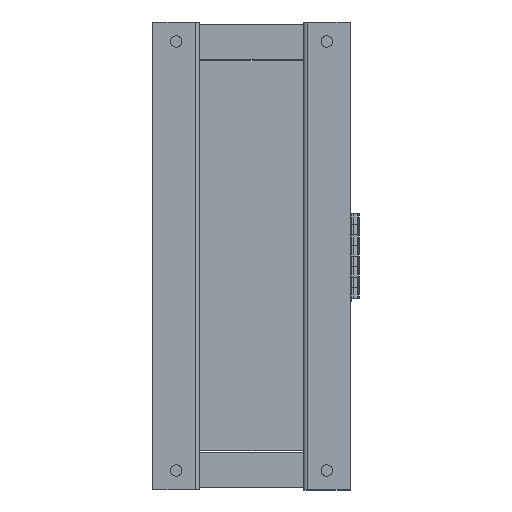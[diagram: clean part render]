
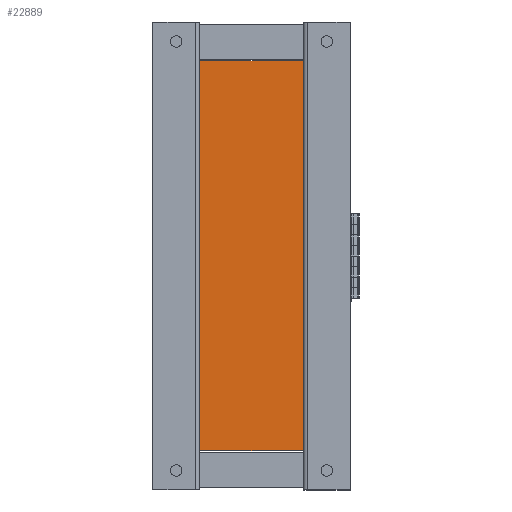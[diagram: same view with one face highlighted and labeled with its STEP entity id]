
A CAD part, front view. The second image highlights one B-rep face of the part: STEP entity #22889.
In plain terms, the highlighted planar face has unit normal (0, -1, 0).
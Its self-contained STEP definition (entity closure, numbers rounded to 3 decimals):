
#1980=FACE_OUTER_BOUND('',#3202,.T.);
#3202=EDGE_LOOP('',(#15341,#15342,#15343,#15344));
#4513=LINE('',#33023,#7138);
#4514=LINE('',#33026,#7139);
#4515=LINE('',#33028,#7140);
#4516=LINE('',#33029,#7141);
#7138=VECTOR('',#26465,10.);
#7139=VECTOR('',#26468,10.);
#7140=VECTOR('',#26469,10.);
#7141=VECTOR('',#26470,10.);
#9756=VERTEX_POINT('',#33016);
#9759=VERTEX_POINT('',#33021);
#9760=VERTEX_POINT('',#33025);
#9761=VERTEX_POINT('',#33027);
#11968=EDGE_CURVE('',#9756,#9759,#4513,.T.);
#11969=EDGE_CURVE('',#9760,#9756,#4514,.T.);
#11970=EDGE_CURVE('',#9761,#9759,#4515,.T.);
#11971=EDGE_CURVE('',#9760,#9761,#4516,.T.);
#15341=ORIENTED_EDGE('',*,*,#11969,.T.);
#15342=ORIENTED_EDGE('',*,*,#11968,.T.);
#15343=ORIENTED_EDGE('',*,*,#11970,.F.);
#15344=ORIENTED_EDGE('',*,*,#11971,.F.);
#22018=PLANE('',#24447);
#22889=ADVANCED_FACE('',(#1980),#22018,.T.);
#24447=AXIS2_PLACEMENT_3D('',#33024,#26466,#26467);
#26465=DIRECTION('',(1.,0.,0.));
#26466=DIRECTION('center_axis',(0.,-1.,0.));
#26467=DIRECTION('ref_axis',(0.,0.,-1.));
#26468=DIRECTION('',(0.,0.,-1.));
#26469=DIRECTION('',(0.,0.,-1.));
#26470=DIRECTION('',(1.,0.,0.));
#33016=CARTESIAN_POINT('',(0.,0.,0.));
#33021=CARTESIAN_POINT('',(80.,0.,0.));
#33023=CARTESIAN_POINT('',(0.,0.,0.));
#33024=CARTESIAN_POINT('Origin',(0.,0.,300.));
#33025=CARTESIAN_POINT('',(0.,0.,300.));
#33026=CARTESIAN_POINT('',(0.,0.,300.));
#33027=CARTESIAN_POINT('',(80.,0.,300.));
#33028=CARTESIAN_POINT('',(80.,0.,300.));
#33029=CARTESIAN_POINT('',(0.,0.,300.));
